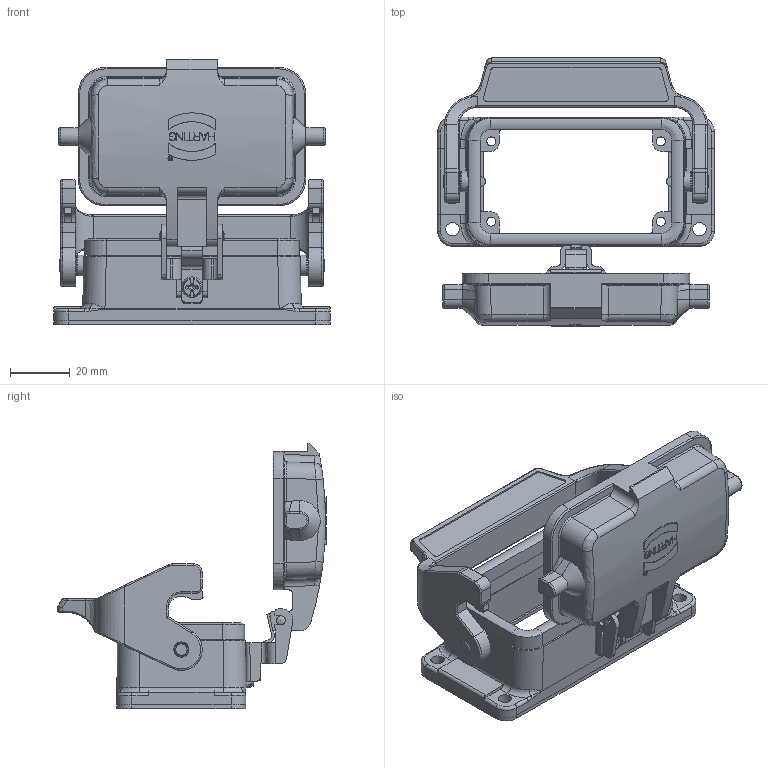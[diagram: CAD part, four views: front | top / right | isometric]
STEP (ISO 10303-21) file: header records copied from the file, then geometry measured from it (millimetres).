
FILE_DESCRIPTION(/* description */ (''),/* implementation_level */ '2;1');
FILE_NAME(/* name */ '100095460ugm000_d.stp',/* time_stamp */ '2017-11-03T08:59:23+01:00',/* author */ (''),/* organization */ (''),/* preprocessor_version */ 'ST-DEVELOPER v16',/* originating_system */ 'SIEMENS PLM Software NX 10.0',/* authorisation */ '');
FILE_SCHEMA (('AUTOMOTIVE_DESIGN { 1 0 10303 214 3 1 1 1 }'));
Length unit declared in the file: millimetre
Products named in the file (1): 100095460ugm000_d
Bounding box: 93.01 x 90.13 x 89.23 mm (x, y, z)
Volume: 59852.9 mm3; surface area: 43208.2 mm2
Topology: 3 solids, 5 shells, 974 faces, 3115 edges, 2673 vertices
Faces by surface type: plane 465, cylinder 285, bspline 172, cone 29, torus 19, sphere 4
Full cylindrical faces by diameter (mm): 1.52 x1, 1.68 x1, 2.95 x2, 3 x6, 3.1 x2, 4 x2, 4.5 x4, 4.8 x2, 5.1 x2, 7 x3
Entity records: 41644 total; most frequent: CARTESIAN_POINT 13311, ORIENTED_EDGE 5012, DIRECTION 4570, EDGE_CURVE 2506, VERTEX_POINT 1609, AXIS2_PLACEMENT_3D 1541, LINE 1488, VECTOR 1488
